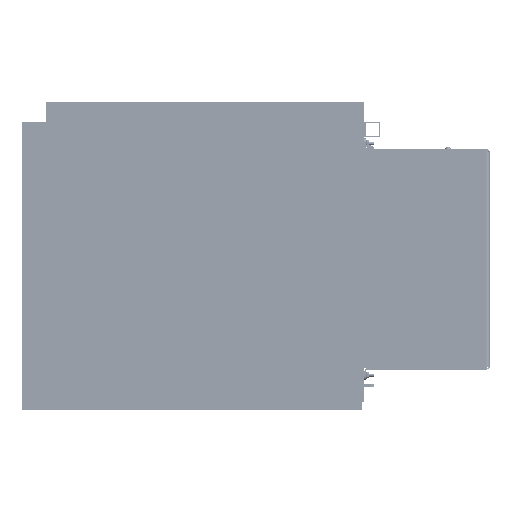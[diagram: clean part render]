
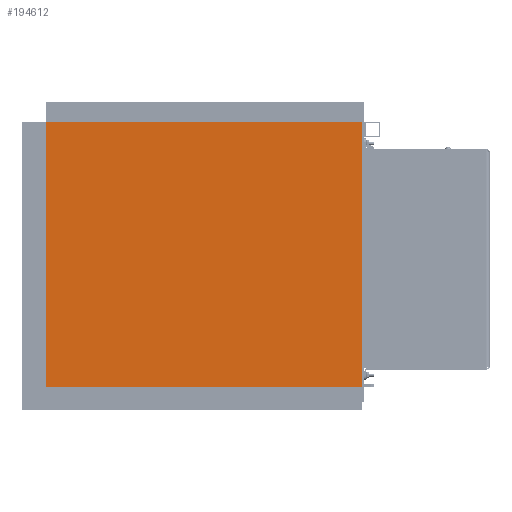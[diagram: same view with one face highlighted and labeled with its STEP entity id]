
A CAD part, left-side view. The second image highlights one B-rep face of the part: STEP entity #194612.
In plain terms, the highlighted face is planar.
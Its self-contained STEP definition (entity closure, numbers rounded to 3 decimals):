
#5562 = VERTEX_POINT ( 'NONE', #176005 ) ;
#21869 = EDGE_LOOP ( 'NONE', ( #75338, #180675, #83585, #90324 ) ) ;
#32070 = DIRECTION ( 'NONE',  ( -1., 0., 0. ) ) ;
#65588 = DIRECTION ( 'NONE',  ( 0., 1., 0. ) ) ;
#65593 = CARTESIAN_POINT ( 'NONE',  ( -168.75, -201.5, 0. ) ) ;
#66073 = DIRECTION ( 'NONE',  ( 1., 0., 0. ) ) ;
#71886 = CARTESIAN_POINT ( 'NONE',  ( 168.75, -201.5, 0. ) ) ;
#75233 = AXIS2_PLACEMENT_3D ( 'NONE', #159930, #234316, #66073 ) ;
#75338 = ORIENTED_EDGE ( 'NONE', *, *, #239564, .F. ) ;
#79564 = VECTOR ( 'NONE', #109684, 1000. ) ;
#83585 = ORIENTED_EDGE ( 'NONE', *, *, #166032, .F. ) ;
#90324 = ORIENTED_EDGE ( 'NONE', *, *, #176297, .F. ) ;
#91367 = LINE ( 'NONE', #71886, #79564 ) ;
#99744 = LINE ( 'NONE', #65593, #134383 ) ;
#101431 = FACE_OUTER_BOUND ( 'NONE', #21869, .T. ) ;
#102630 = PLANE ( 'NONE',  #75233 ) ;
#109684 = DIRECTION ( 'NONE',  ( 1., 0., 0. ) ) ;
#114175 = CARTESIAN_POINT ( 'NONE',  ( -168.75, -201.5, 0. ) ) ;
#134383 = VECTOR ( 'NONE', #174134, 1000. ) ;
#138078 = VERTEX_POINT ( 'NONE', #114175 ) ;
#158237 = LINE ( 'NONE', #197229, #230688 ) ;
#159930 = CARTESIAN_POINT ( 'NONE',  ( 0., 0., 0. ) ) ;
#161023 = CARTESIAN_POINT ( 'NONE',  ( 168.75, 201.5, 0. ) ) ;
#166032 = EDGE_CURVE ( 'NONE', #5562, #206093, #158237, .T. ) ;
#167060 = EDGE_CURVE ( 'NONE', #206093, #231582, #199068, .T. ) ;
#174134 = DIRECTION ( 'NONE',  ( 0., -1., 0. ) ) ;
#176005 = CARTESIAN_POINT ( 'NONE',  ( 168.75, -201.5, 0. ) ) ;
#176297 = EDGE_CURVE ( 'NONE', #138078, #5562, #91367, .T. ) ;
#180675 = ORIENTED_EDGE ( 'NONE', *, *, #167060, .F. ) ;
#194612 = ADVANCED_FACE ( 'NONE', ( #101431 ), #102630, .F. ) ;
#197229 = CARTESIAN_POINT ( 'NONE',  ( 168.75, -201.5, 0. ) ) ;
#199068 = LINE ( 'NONE', #219747, #207691 ) ;
#206093 = VERTEX_POINT ( 'NONE', #161023 ) ;
#207296 = CARTESIAN_POINT ( 'NONE',  ( -168.75, 201.5, 0. ) ) ;
#207691 = VECTOR ( 'NONE', #32070, 1000. ) ;
#219747 = CARTESIAN_POINT ( 'NONE',  ( 168.75, 201.5, 0. ) ) ;
#230688 = VECTOR ( 'NONE', #65588, 1000. ) ;
#231582 = VERTEX_POINT ( 'NONE', #207296 ) ;
#234316 = DIRECTION ( 'NONE',  ( 0., 0., 1. ) ) ;
#239564 = EDGE_CURVE ( 'NONE', #231582, #138078, #99744, .T. ) ;
